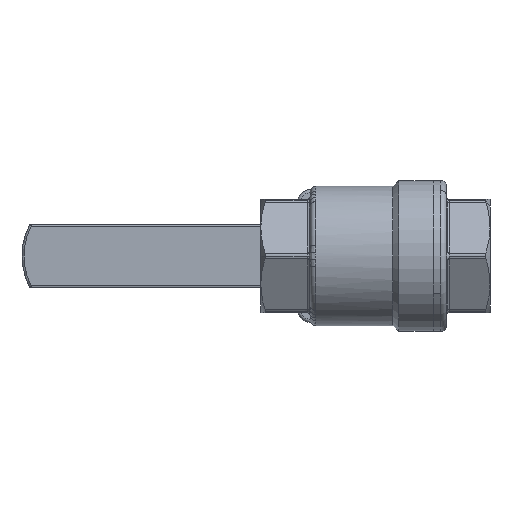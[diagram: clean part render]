
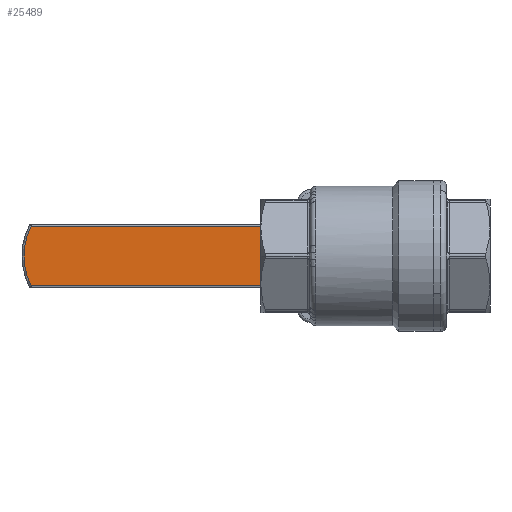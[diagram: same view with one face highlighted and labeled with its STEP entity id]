
A CAD part, front view. The second image highlights one B-rep face of the part: STEP entity #25489.
In plain terms, the highlighted face is planar.
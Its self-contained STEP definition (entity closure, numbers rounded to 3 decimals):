
#21940=CARTESIAN_POINT('',(-10.3,-28.153,-4.5));
#21941=VERTEX_POINT('',#21940);
#21949=CARTESIAN_POINT('',(-10.3,-107.551,-4.5));
#21950=VERTEX_POINT('',#21949);
#21951=CARTESIAN_POINT('',(-10.3,-28.153,-4.5));
#21952=DIRECTION('',(0.0,-1.0,0.0));
#21953=VECTOR('',#21952,79.398);
#21954=LINE('',#21951,#21953);
#21955=EDGE_CURVE('',#21941,#21950,#21954,.T.);
#22024=CARTESIAN_POINT('',(10.3,-107.551,-4.5));
#22025=VERTEX_POINT('',#22024);
#22033=CARTESIAN_POINT('',(10.3,-28.153,-4.5));
#22034=VERTEX_POINT('',#22033);
#22035=CARTESIAN_POINT('',(10.3,-107.551,-4.5));
#22036=DIRECTION('',(0.0,1.0,0.0));
#22037=VECTOR('',#22036,79.398);
#22038=LINE('',#22035,#22037);
#22039=EDGE_CURVE('',#22025,#22034,#22038,.T.);
#22073=CARTESIAN_POINT('',(10.3,-28.153,-4.5));
#22074=DIRECTION('',(-1.0,0.0,0.0));
#22075=VECTOR('',#22074,20.6);
#22076=LINE('',#22073,#22075);
#22077=EDGE_CURVE('',#22034,#21941,#22076,.T.);
#25340=CARTESIAN_POINT('',(0.,-87.21,-4.5));
#25341=DIRECTION('',(0.0,0.0,1.0));
#25342=DIRECTION('',(0.0,-1.0,0.0));
#25343=AXIS2_PLACEMENT_3D('',#25340,#25341,#25342);
#25344=CIRCLE('',#25343,22.8);
#25345=EDGE_CURVE('',#21950,#22025,#25344,.T.);
#25478=CARTESIAN_POINT('',(0.,-68.332,-4.5));
#25479=DIRECTION('',(0.0,0.0,-1.0));
#25480=DIRECTION('',(-1.0,0.0,0.0));
#25481=AXIS2_PLACEMENT_3D('',#25478,#25479,#25480);
#25482=PLANE('',#25481);
#25483=ORIENTED_EDGE('',*,*,#22077,.F.);
#25484=ORIENTED_EDGE('',*,*,#22039,.F.);
#25485=ORIENTED_EDGE('',*,*,#25345,.F.);
#25486=ORIENTED_EDGE('',*,*,#21955,.F.);
#25487=EDGE_LOOP('',(#25483,#25484,#25485,#25486));
#25488=FACE_OUTER_BOUND('',#25487,.T.);
#25489=ADVANCED_FACE('',(#25488),#25482,.T.);
